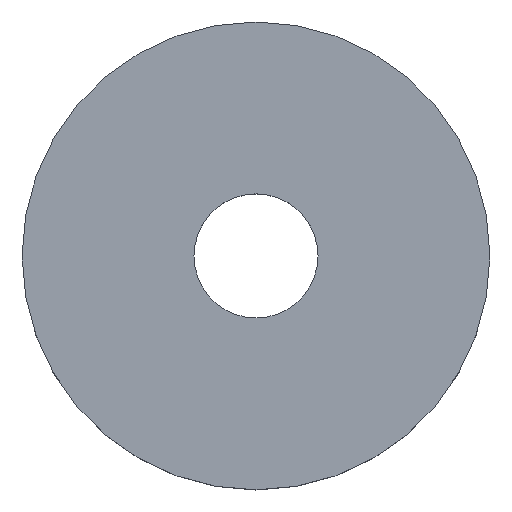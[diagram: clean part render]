
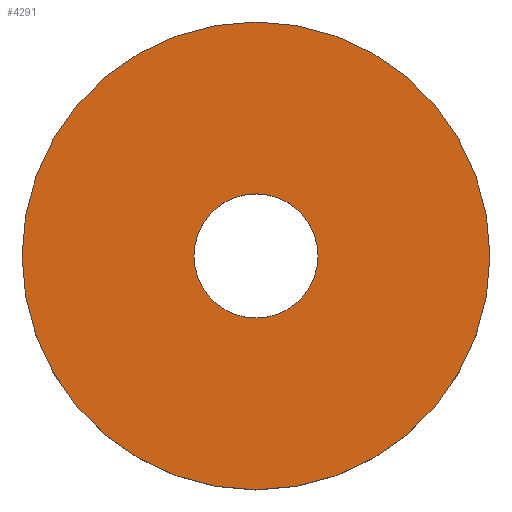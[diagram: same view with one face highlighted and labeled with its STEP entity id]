
A CAD part, top view. The second image highlights one B-rep face of the part: STEP entity #4291.
In plain terms, the highlighted planar face has unit normal (0, 0, 1).
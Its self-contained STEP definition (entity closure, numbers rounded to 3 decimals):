
#533 = AXIS2_PLACEMENT_3D ( 'NONE', #10301, #15785, #9022 ) ;
#1117 = CARTESIAN_POINT ( 'NONE',  ( 0., 0., 15.5 ) ) ;
#1490 = DIRECTION ( 'NONE',  ( 1., 0., 0. ) ) ;
#2231 = FACE_OUTER_BOUND ( 'NONE', #17254, .T. ) ;
#2331 = VERTEX_POINT ( 'NONE', #7850 ) ;
#2337 = CARTESIAN_POINT ( 'NONE',  ( 0., 0., 15.5 ) ) ;
#2422 = ORIENTED_EDGE ( 'NONE', *, *, #11064, .T. ) ;
#4030 = DIRECTION ( 'NONE',  ( 1., 0., 0. ) ) ;
#4291 = ADVANCED_FACE ( 'NONE', ( #16240, #2231 ), #13531, .T. ) ;
#4492 = VERTEX_POINT ( 'NONE', #16451 ) ;
#5926 = CIRCLE ( 'NONE', #12360, 24.5 ) ;
#6650 = EDGE_CURVE ( 'NONE', #16977, #10866, #12295, .T. ) ;
#6685 = DIRECTION ( 'NONE',  ( 0., 0., 1. ) ) ;
#6944 = DIRECTION ( 'NONE',  ( 0., 0., 1. ) ) ;
#6948 = ORIENTED_EDGE ( 'NONE', *, *, #6650, .F. ) ;
#7113 = CARTESIAN_POINT ( 'NONE',  ( 6.5, 0., 15.5 ) ) ;
#7156 = ORIENTED_EDGE ( 'NONE', *, *, #17621, .F. ) ;
#7850 = CARTESIAN_POINT ( 'NONE',  ( 24.5, 0., 15.5 ) ) ;
#8114 = AXIS2_PLACEMENT_3D ( 'NONE', #2337, #16004, #10419 ) ;
#8296 = DIRECTION ( 'NONE',  ( 0., 0., 1. ) ) ;
#9022 = DIRECTION ( 'NONE',  ( 1., 0., 0. ) ) ;
#9673 = DIRECTION ( 'NONE',  ( 1., 0., 0. ) ) ;
#9743 = CARTESIAN_POINT ( 'NONE',  ( 0., 0., 15.5 ) ) ;
#9941 = CARTESIAN_POINT ( 'NONE',  ( -6.5, 0., 15.5 ) ) ;
#10301 = CARTESIAN_POINT ( 'NONE',  ( 0., 0., 15.5 ) ) ;
#10419 = DIRECTION ( 'NONE',  ( 1., 0., 0. ) ) ;
#10866 = VERTEX_POINT ( 'NONE', #9941 ) ;
#11064 = EDGE_CURVE ( 'NONE', #2331, #4492, #16816, .T. ) ;
#11310 = EDGE_LOOP ( 'NONE', ( #6948, #7156 ) ) ;
#12295 = CIRCLE ( 'NONE', #16979, 6.5 ) ;
#12360 = AXIS2_PLACEMENT_3D ( 'NONE', #9743, #8296, #1490 ) ;
#13531 = PLANE ( 'NONE',  #14079 ) ;
#13701 = CARTESIAN_POINT ( 'NONE',  ( 0., 0., 15.5 ) ) ;
#14079 = AXIS2_PLACEMENT_3D ( 'NONE', #1117, #6944, #9673 ) ;
#14511 = EDGE_CURVE ( 'NONE', #4492, #2331, #5926, .T. ) ;
#14853 = CIRCLE ( 'NONE', #8114, 6.5 ) ;
#15785 = DIRECTION ( 'NONE',  ( 0., 0., 1. ) ) ;
#15921 = ORIENTED_EDGE ( 'NONE', *, *, #14511, .T. ) ;
#16004 = DIRECTION ( 'NONE',  ( 0., 0., 1. ) ) ;
#16240 = FACE_BOUND ( 'NONE', #11310, .T. ) ;
#16451 = CARTESIAN_POINT ( 'NONE',  ( -24.5, 0., 15.5 ) ) ;
#16816 = CIRCLE ( 'NONE', #533, 24.5 ) ;
#16977 = VERTEX_POINT ( 'NONE', #7113 ) ;
#16979 = AXIS2_PLACEMENT_3D ( 'NONE', #13701, #6685, #4030 ) ;
#17254 = EDGE_LOOP ( 'NONE', ( #15921, #2422 ) ) ;
#17621 = EDGE_CURVE ( 'NONE', #10866, #16977, #14853, .T. ) ;
